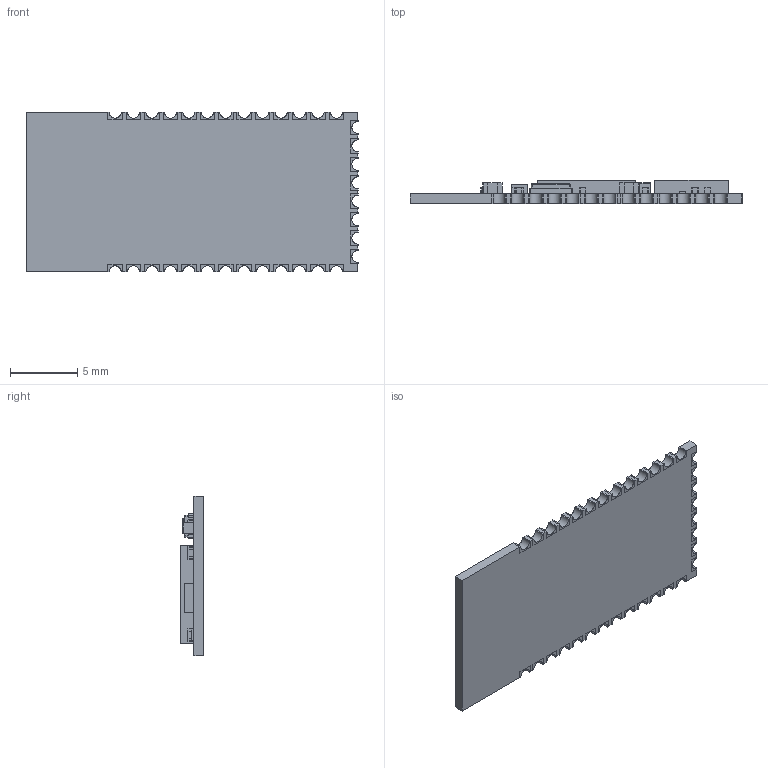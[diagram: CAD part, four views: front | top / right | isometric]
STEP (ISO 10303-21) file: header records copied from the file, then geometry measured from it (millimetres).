
FILE_DESCRIPTION(('FreeCAD Model'),'2;1');
FILE_NAME('Open CASCADE Shape Model','2025-04-30T03:46:55',('FreeCAD'),( 'FreeCAD'),'Open CASCADE STEP processor 7.6','FreeCAD','Unknown');
FILE_SCHEMA(('AUTOMOTIVE_DESIGN { 1 0 10303 214 1 1 1 1 }'));
Products named in the file (1): Open CASCADE STEP translator 7.6 1
Bounding box: 24.6 x 1.73 x 11.85 mm (x, y, z)
Volume: 308.6 mm3; surface area: 753.7 mm2
Topology: 30 solids, 30 shells, 2619 faces, 6739 edges, 4262 vertices
Faces by surface type: bspline 2619
Entity records: 120369 total; most frequent: CARTESIAN_POINT 80057, ORIENTED_EDGE 13222, EDGE_CURVE 6611, B_SPLINE_CURVE_WITH_KNOTS 5797, VERTEX_POINT 4262, FACE_BOUND 2829, EDGE_LOOP 2829, ADVANCED_FACE 2619
